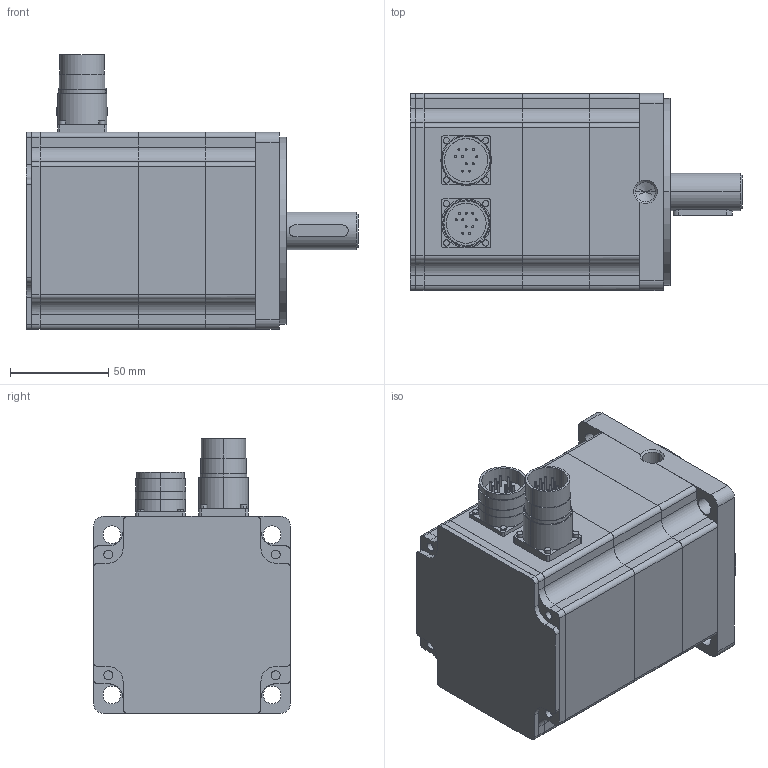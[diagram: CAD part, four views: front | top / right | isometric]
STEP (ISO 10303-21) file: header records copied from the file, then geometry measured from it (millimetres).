
FILE_DESCRIPTION(('starvars output'),'2;1');
FILE_NAME('BMH1001T11A2A_3D.stp','13:21:49 2020/04/01',( 'Thomas Industrial Network Germany GmbH'),( 'Thomas Industrial Network Germany GmbH'),'unknown preprocess','ACIS' ,'unknown authorization');
FILE_SCHEMA(('CONFIG_CONTROL_DESIGN {UNKNOWN IMPLEMENTATION LEVEL}'));
Length unit declared in the file: millimetre
Products named in the file (1): PRODUCT_ID_8
Bounding box: 168.6 x 100.05 x 139.53 mm (x, y, z)
Volume: 1214513.7 mm3; surface area: 83264.1 mm2
Topology: 1 solids, 1 shells, 359 faces, 865 edges, 559 vertices
Faces by surface type: cylinder 188, plane 155, cone 16
Entity records: 9519 total; most frequent: ORIENTED_EDGE 1722, CARTESIAN_POINT 1578, DIRECTION 1535, EDGE_CURVE 861, VERTEX_POINT 559, AXIS2_PLACEMENT_3D 552, VECTOR 431, LINE 431
